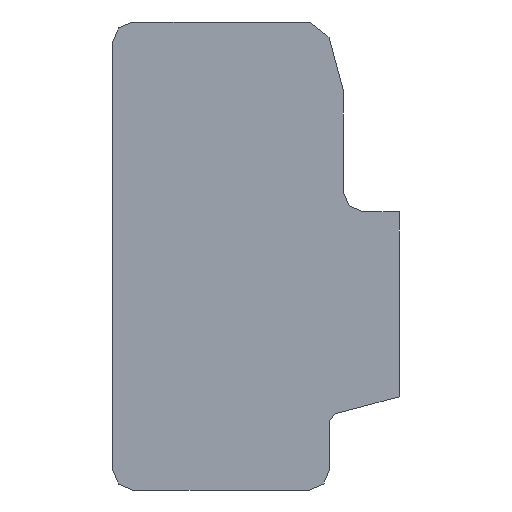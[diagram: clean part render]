
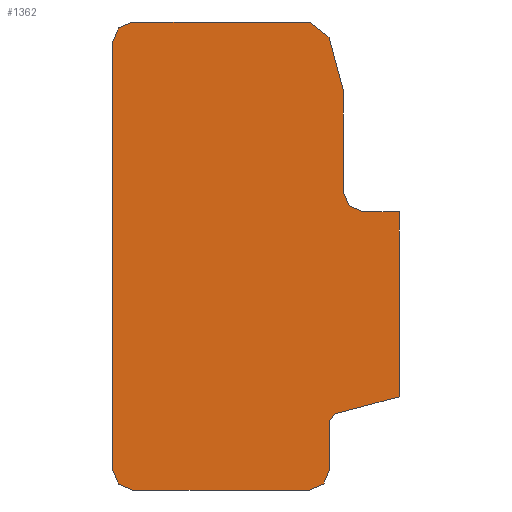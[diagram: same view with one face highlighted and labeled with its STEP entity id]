
A CAD part, left-side view. The second image highlights one B-rep face of the part: STEP entity #1362.
In plain terms, the highlighted planar face has unit normal (-1, 0, 0).
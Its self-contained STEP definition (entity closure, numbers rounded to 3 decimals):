
#502=CARTESIAN_POINT('',(-6.,19.629,27.626));
#503=VERTEX_POINT('',#502);
#504=CARTESIAN_POINT('',(-6.,6.62,27.626));
#505=VERTEX_POINT('',#504);
#506=CARTESIAN_POINT('',(-6.,19.629,27.626));
#507=DIRECTION('',(0.0,-1.0,0.0));
#508=VECTOR('',#507,13.009);
#509=LINE('',#506,#508);
#510=EDGE_CURVE('',#503,#505,#509,.T.);
#792=CARTESIAN_POINT('',(-6.,21.129,-5.374));
#793=VERTEX_POINT('',#792);
#794=CARTESIAN_POINT('',(-6.,21.129,26.126));
#795=VERTEX_POINT('',#794);
#796=CARTESIAN_POINT('',(-6.,21.129,-5.374));
#797=DIRECTION('',(0.0,0.0,1.0));
#798=VECTOR('',#797,31.5);
#799=LINE('',#796,#798);
#800=EDGE_CURVE('',#793,#795,#799,.T.);
#832=CARTESIAN_POINT('',(-6.,20.69,27.186));
#833=VERTEX_POINT('',#832);
#834=CARTESIAN_POINT('',(-6.,21.129,26.126));
#835=DIRECTION('',(0.0,-0.383,0.924));
#836=VECTOR('',#835,1.148);
#837=LINE('',#834,#836);
#838=EDGE_CURVE('',#795,#833,#837,.T.);
#863=CARTESIAN_POINT('',(-6.,20.69,27.186));
#864=DIRECTION('',(0.0,-0.924,0.383));
#865=VECTOR('',#864,1.148);
#866=LINE('',#863,#865);
#867=EDGE_CURVE('',#833,#503,#866,.T.);
#885=CARTESIAN_POINT('',(-6.,5.172,26.513));
#886=VERTEX_POINT('',#885);
#887=CARTESIAN_POINT('',(-6.,6.62,27.626));
#888=DIRECTION('',(0.0,-0.793,-0.609));
#889=VECTOR('',#888,1.826);
#890=LINE('',#887,#889);
#891=EDGE_CURVE('',#505,#886,#890,.T.);
#916=CARTESIAN_POINT('',(-6.,4.13,22.625));
#917=VERTEX_POINT('',#916);
#918=CARTESIAN_POINT('',(-6.,5.172,26.513));
#919=DIRECTION('',(0.0,-0.259,-0.966));
#920=VECTOR('',#919,4.025);
#921=LINE('',#918,#920);
#922=EDGE_CURVE('',#886,#917,#921,.T.);
#947=CARTESIAN_POINT('',(-6.,4.13,15.125));
#948=VERTEX_POINT('',#947);
#949=CARTESIAN_POINT('',(-6.,4.13,22.625));
#950=DIRECTION('',(0.0,0.0,-1.0));
#951=VECTOR('',#950,7.5);
#952=LINE('',#949,#951);
#953=EDGE_CURVE('',#917,#948,#952,.T.);
#978=CARTESIAN_POINT('',(-6.,3.691,14.065));
#979=VERTEX_POINT('',#978);
#980=CARTESIAN_POINT('',(-6.0,4.13,15.125));
#981=DIRECTION('',(0.0,-0.383,-0.924));
#982=VECTOR('',#981,1.148);
#983=LINE('',#980,#982);
#984=EDGE_CURVE('',#948,#979,#983,.T.);
#1009=CARTESIAN_POINT('',(-6.,2.63,13.625));
#1010=VERTEX_POINT('',#1009);
#1011=CARTESIAN_POINT('',(-6.0,3.691,14.065));
#1012=DIRECTION('',(0.0,-0.924,-0.383));
#1013=VECTOR('',#1012,1.148);
#1014=LINE('',#1011,#1013);
#1015=EDGE_CURVE('',#979,#1010,#1014,.T.);
#1040=CARTESIAN_POINT('',(-6.,-0.021,13.625));
#1041=VERTEX_POINT('',#1040);
#1042=CARTESIAN_POINT('',(-6.0,2.63,13.625));
#1043=DIRECTION('',(0.0,-1.0,0.0));
#1044=VECTOR('',#1043,2.651);
#1045=LINE('',#1042,#1044);
#1046=EDGE_CURVE('',#1010,#1041,#1045,.T.);
#1071=CARTESIAN_POINT('',(-6.0,0.0,0.));
#1072=VERTEX_POINT('',#1071);
#1073=CARTESIAN_POINT('',(-6.,-0.021,13.625));
#1074=DIRECTION('',(0.,0.002,-1.));
#1075=VECTOR('',#1074,13.625);
#1076=LINE('',#1073,#1075);
#1077=EDGE_CURVE('',#1041,#1072,#1076,.T.);
#1102=CARTESIAN_POINT('',(-6.,4.759,-1.275));
#1103=VERTEX_POINT('',#1102);
#1104=CARTESIAN_POINT('',(-6.0,0.0,0.));
#1105=DIRECTION('',(0.0,0.966,-0.259));
#1106=VECTOR('',#1105,4.927);
#1107=LINE('',#1104,#1106);
#1108=EDGE_CURVE('',#1072,#1103,#1107,.T.);
#1133=CARTESIAN_POINT('',(-6.,5.13,-1.758));
#1134=VERTEX_POINT('',#1133);
#1135=CARTESIAN_POINT('',(-6.0,4.759,-1.275));
#1136=DIRECTION('',(0.0,0.609,-0.793));
#1137=VECTOR('',#1136,0.609);
#1138=LINE('',#1135,#1137);
#1139=EDGE_CURVE('',#1103,#1134,#1138,.T.);
#1164=CARTESIAN_POINT('',(-6.,5.13,-5.374));
#1165=VERTEX_POINT('',#1164);
#1166=CARTESIAN_POINT('',(-6.0,5.13,-1.758));
#1167=DIRECTION('',(0.0,0.0,-1.0));
#1168=VECTOR('',#1167,3.616);
#1169=LINE('',#1166,#1168);
#1170=EDGE_CURVE('',#1134,#1165,#1169,.T.);
#1195=CARTESIAN_POINT('',(-6.,5.569,-6.435));
#1196=VERTEX_POINT('',#1195);
#1197=CARTESIAN_POINT('',(-6.0,5.13,-5.374));
#1198=DIRECTION('',(0.0,0.383,-0.924));
#1199=VECTOR('',#1198,1.148);
#1200=LINE('',#1197,#1199);
#1201=EDGE_CURVE('',#1165,#1196,#1200,.T.);
#1226=CARTESIAN_POINT('',(-6.,6.63,-6.874));
#1227=VERTEX_POINT('',#1226);
#1228=CARTESIAN_POINT('',(-6.0,5.569,-6.435));
#1229=DIRECTION('',(0.0,0.924,-0.383));
#1230=VECTOR('',#1229,1.148);
#1231=LINE('',#1228,#1230);
#1232=EDGE_CURVE('',#1196,#1227,#1231,.T.);
#1257=CARTESIAN_POINT('',(-6.,19.629,-6.874));
#1258=VERTEX_POINT('',#1257);
#1259=CARTESIAN_POINT('',(-6.0,6.63,-6.874));
#1260=DIRECTION('',(0.0,1.0,0.0));
#1261=VECTOR('',#1260,13.);
#1262=LINE('',#1259,#1261);
#1263=EDGE_CURVE('',#1227,#1258,#1262,.T.);
#1288=CARTESIAN_POINT('',(-6.,20.69,-6.435));
#1289=VERTEX_POINT('',#1288);
#1290=CARTESIAN_POINT('',(-6.0,19.629,-6.874));
#1291=DIRECTION('',(0.0,0.924,0.382));
#1292=VECTOR('',#1291,1.148);
#1293=LINE('',#1290,#1292);
#1294=EDGE_CURVE('',#1258,#1289,#1293,.T.);
#1319=CARTESIAN_POINT('',(-6.0,20.69,-6.435));
#1320=DIRECTION('',(0.0,0.382,0.924));
#1321=VECTOR('',#1320,1.148);
#1322=LINE('',#1319,#1321);
#1323=EDGE_CURVE('',#1289,#793,#1322,.T.);
#1336=CARTESIAN_POINT('',(-6.,11.563,10.094));
#1337=DIRECTION('',(1.0,0.0,0.0));
#1338=DIRECTION('',(0.0,0.0,-1.0));
#1339=AXIS2_PLACEMENT_3D('',#1336,#1337,#1338);
#1340=PLANE('',#1339);
#1341=ORIENTED_EDGE('',*,*,#800,.F.);
#1342=ORIENTED_EDGE('',*,*,#1323,.F.);
#1343=ORIENTED_EDGE('',*,*,#1294,.F.);
#1344=ORIENTED_EDGE('',*,*,#1263,.F.);
#1345=ORIENTED_EDGE('',*,*,#1232,.F.);
#1346=ORIENTED_EDGE('',*,*,#1201,.F.);
#1347=ORIENTED_EDGE('',*,*,#1170,.F.);
#1348=ORIENTED_EDGE('',*,*,#1139,.F.);
#1349=ORIENTED_EDGE('',*,*,#1108,.F.);
#1350=ORIENTED_EDGE('',*,*,#1077,.F.);
#1351=ORIENTED_EDGE('',*,*,#1046,.F.);
#1352=ORIENTED_EDGE('',*,*,#1015,.F.);
#1353=ORIENTED_EDGE('',*,*,#984,.F.);
#1354=ORIENTED_EDGE('',*,*,#953,.F.);
#1355=ORIENTED_EDGE('',*,*,#922,.F.);
#1356=ORIENTED_EDGE('',*,*,#891,.F.);
#1357=ORIENTED_EDGE('',*,*,#510,.F.);
#1358=ORIENTED_EDGE('',*,*,#867,.F.);
#1359=ORIENTED_EDGE('',*,*,#838,.F.);
#1360=EDGE_LOOP('',(#1341,#1342,#1343,#1344,#1345,#1346,#1347,#1348,#1349,#1350,#1351,#1352,#1353,#1354,#1355,#1356,#1357,#1358,#1359));
#1361=FACE_OUTER_BOUND('',#1360,.T.);
#1362=ADVANCED_FACE('',(#1361),#1340,.F.);
